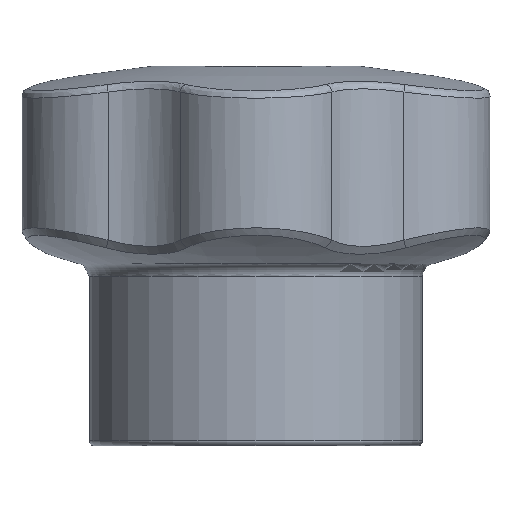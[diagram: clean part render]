
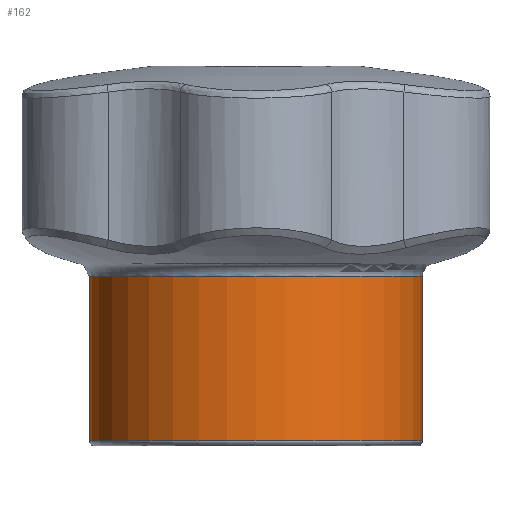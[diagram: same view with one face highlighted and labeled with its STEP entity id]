
A CAD part, front view. The second image highlights one B-rep face of the part: STEP entity #162.
In plain terms, the highlighted cylindrical face has radius 6.5 mm (diameter 13 mm), a full revolution.
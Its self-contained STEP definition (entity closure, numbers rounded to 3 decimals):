
#162 = ADVANCED_FACE( '', ( #331, #332 ), #333, .T. );
#331 = FACE_OUTER_BOUND( '', #1980, .T. );
#332 = FACE_OUTER_BOUND( '', #1981, .T. );
#333 = CYLINDRICAL_SURFACE( '', #1982, 6.5 );
#1980 = EDGE_LOOP( '', ( #2666 ) );
#1981 = EDGE_LOOP( '', ( #2667 ) );
#1982 = AXIS2_PLACEMENT_3D( '', #2668, #2669, #2670 );
#2666 = ORIENTED_EDGE( '', *, *, #2816, .T. );
#2667 = ORIENTED_EDGE( '', *, *, #2725, .T. );
#2668 = CARTESIAN_POINT( '', ( 0., 0., 15. ) );
#2669 = DIRECTION( '', ( 0., 0., -1. ) );
#2670 = DIRECTION( '', ( 1., 0., 0. ) );
#2725 = EDGE_CURVE( '', #2902, #2902, #2903, .T. );
#2816 = EDGE_CURVE( '', #3016, #3016, #3017, .F. );
#2902 = VERTEX_POINT( '', #3871 );
#2903 = CIRCLE( '', #3872, 6.5 );
#3016 = VERTEX_POINT( '', #4788 );
#3017 = CIRCLE( '', #4789, 6.5 );
#3871 = CARTESIAN_POINT( '', ( 6.5, 0., 0.2 ) );
#3872 = AXIS2_PLACEMENT_3D( '', #4834, #4835, #4836 );
#4788 = CARTESIAN_POINT( '', ( 6.5, 0., 6.609 ) );
#4789 = AXIS2_PLACEMENT_3D( '', #4893, #4894, #4895 );
#4834 = CARTESIAN_POINT( '', ( 0., 0., 0.2 ) );
#4835 = DIRECTION( '', ( 0., 0., 1. ) );
#4836 = DIRECTION( '', ( 1., 0., 0. ) );
#4893 = CARTESIAN_POINT( '', ( 0., 0., 6.609 ) );
#4894 = DIRECTION( '', ( 0., 0., 1. ) );
#4895 = DIRECTION( '', ( 1., 0., 0. ) );
